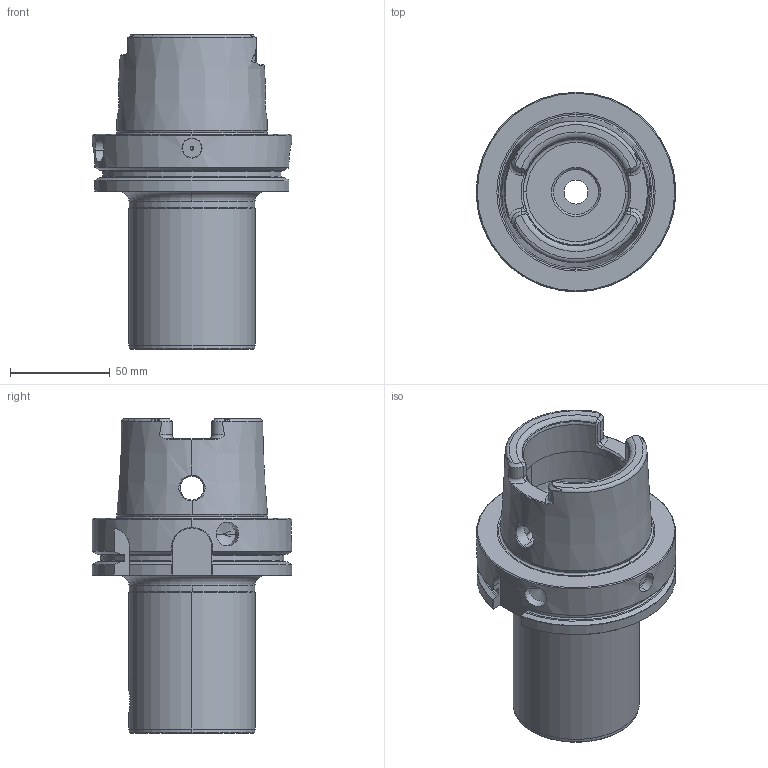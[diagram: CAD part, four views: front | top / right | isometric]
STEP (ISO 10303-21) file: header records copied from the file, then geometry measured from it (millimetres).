
FILE_DESCRIPTION(('no description'),'unknown implementation level');
FILE_NAME('3D875EE9-D8CD-4445-9EFB-0CC5BAE43D81_export.stp',' ',('CIMSOURCE GmbH'),('CADClick - KiM GmbH - www.kimweb.de'),'unknown preprocess','ACIS','unknown authorization');
FILE_SCHEMA(('automotive_design'));
Length unit declared in the file: millimetre
Products named in the file (2): 324.563 Kaiser HSK-A100 X CKS6 X 145|690.436 Kaiser ETL M12 X 18 CK6_Standard;NONE; 324.563 Kaiser HSK-A100 X CKS6 X 145|324.563 Kaiser HSK-A100 X CKS6 X 145_Standard;NONE
Bounding box: 99.93 x 99.93 x 157.9 mm (x, y, z)
Volume: 438843.1 mm3; surface area: 73684.2 mm2
Topology: 2 solids, 2 shells, 289 faces, 743 edges, 457 vertices
Faces by surface type: cone 91, plane 78, cylinder 68, torus 36, bspline 16
Entity records: 20057 total; most frequent: CARTESIAN_POINT 5008, STYLED_ITEM 1485, PRESENTATION_STYLE_ASSIGNMENT 1485, COLOUR_RGB 1485, ORIENTED_EDGE 1474, DIRECTION 1364, EDGE_CURVE 737, CURVE_STYLE 737
